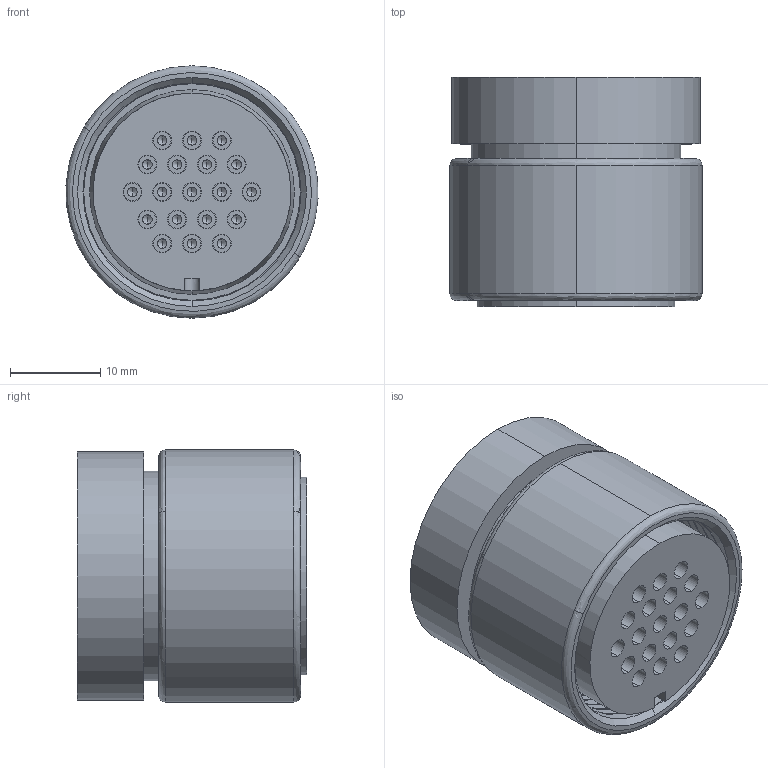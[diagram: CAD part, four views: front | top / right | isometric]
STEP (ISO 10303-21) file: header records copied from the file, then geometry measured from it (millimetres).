
FILE_DESCRIPTION (( 'STEP AP203' ), '1' );
FILE_NAME ('A8276-4-CN.STEP', '2014-04-07T16:52:59', ( '' ), ( '' ), 'SwSTEP 2.0', 'SolidWorks 2014', '' );
FILE_SCHEMA (( 'CONFIG_CONTROL_DESIGN' ));
Length unit declared in the file: inch
Products named in the file (1): A8276-4-CN
Bounding box: 27.95 x 25.4 x 27.99 mm (x, y, z)
Volume: 11849.4 mm3; surface area: 12226.8 mm2
Topology: 20 solids, 20 shells, 914 faces, 2199 edges, 1361 vertices
Faces by surface type: cylinder 408, plane 318, cone 112, bspline 76
Entity records: 30854 total; most frequent: CARTESIAN_POINT 9863, DIRECTION 4294, ORIENTED_EDGE 4246, EDGE_CURVE 2123, AXIS2_PLACEMENT_3D 1596, VERTEX_POINT 1361, EDGE_LOOP 1102, VECTOR 1102
